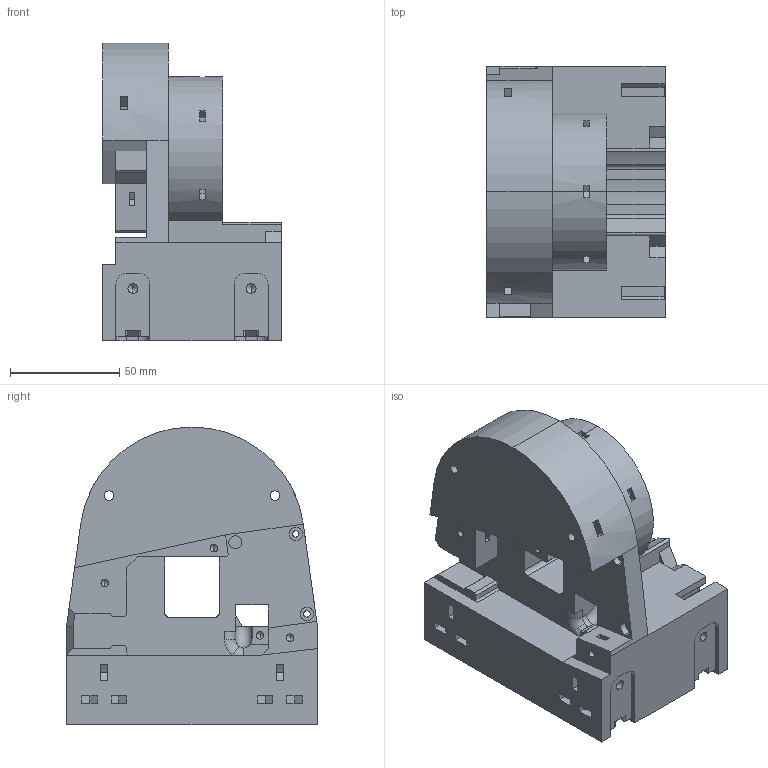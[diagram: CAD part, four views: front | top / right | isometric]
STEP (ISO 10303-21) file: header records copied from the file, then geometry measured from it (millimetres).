
FILE_DESCRIPTION (( 'STEP AP214' ), '1' );
FILE_NAME ('base_housing.STEP', '2025-05-27T14:01:31', ( '' ), ( '' ), 'SwSTEP 2.0', 'SolidWorks 2025', '' );
FILE_SCHEMA (( 'AUTOMOTIVE_DESIGN' ));
Length unit declared in the file: millimetre
Products named in the file (1): base_housing_default
Bounding box: 81.7 x 115 x 136.5 mm (x, y, z)
Volume: 548163.7 mm3; surface area: 92693 mm2
Topology: 1 solids, 1 shells, 513 faces, 1365 edges, 856 vertices
Faces by surface type: plane 307, cylinder 157, cone 46, torus 2, bspline 1
Entity records: 15661 total; most frequent: CARTESIAN_POINT 2813, ORIENTED_EDGE 2646, DIRECTION 2634, EDGE_CURVE 1323, LINE 984, VECTOR 984, VERTEX_POINT 856, AXIS2_PLACEMENT_3D 825
